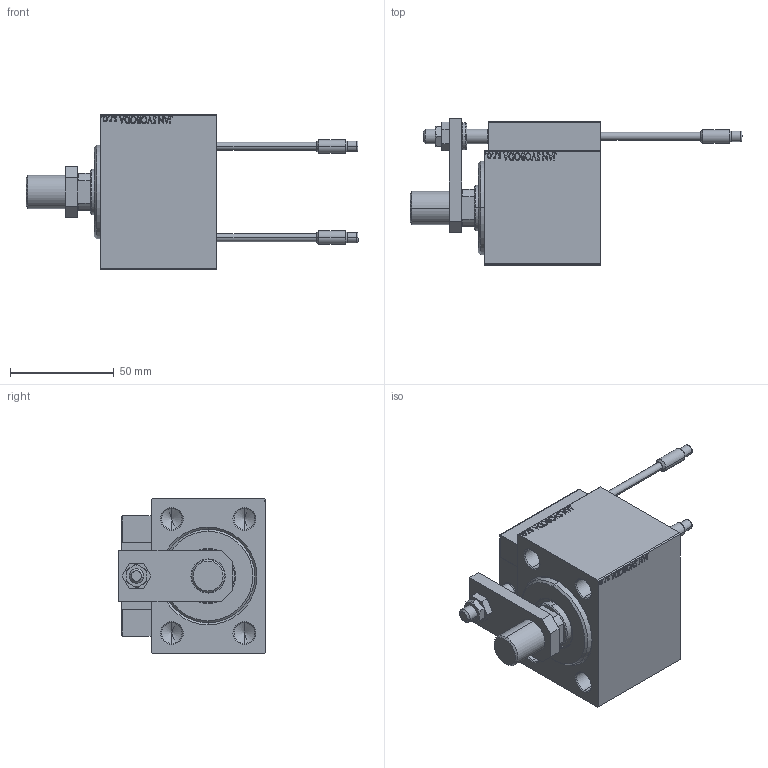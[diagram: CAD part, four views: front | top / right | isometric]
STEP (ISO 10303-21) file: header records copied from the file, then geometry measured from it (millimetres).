
FILE_DESCRIPTION (( 'STEP AP203' ), '1' );
FILE_NAME ('a1c0.STEP', '2021-11-02T03:12:28', ( '' ), ( '' ), 'SwSTEP 2.0', 'SolidWorks 2019', '' );
FILE_SCHEMA (( 'CONFIG_CONTROL_DESIGN' ));
Length unit declared in the file: millimetre
Products named in the file (17): ALLEN BOLT D5 6210bdc3ccc95c1172eab4ac50473bdc; V450CM_B 6210bdc3ccc95c1172eab4ac50473bdc; ALLEN BOLT D8 6210bdc3ccc95c1172eab4ac50473bdc; V450CM_B_VCP 6210bdc3ccc95c1172eab4ac50473bdc; ZARAZKA 6210bdc3ccc95c1172eab4ac50473bdc; a1c0; NUT_D10 6210bdc3ccc95c1172eab4ac50473bdc; MAGNET 6210bdc3ccc95c1172eab4ac50473bdc; Block 6210bdc3ccc95c1172eab4ac50473bdc; SWITCH_X_FRONT_BACK 6210bdc3ccc95c1172eab4ac50473bdc; KONCOVKA_Y 6210bdc3ccc95c1172eab4ac50473bdc; TYC_L79 6210bdc3ccc95c1172eab4ac50473bdc; NUT_D12 6210bdc3ccc95c1172eab4ac50473bdc; V450CM_VC_B 6210bdc3ccc95c1172eab4ac50473bdc; SWITCH X 6210bdc3ccc95c1172eab4ac50473bdc; V450CM_MALE_METRIC 6210bdc3ccc95c1172eab4ac50473bdc; SWITCH DIM B,W 6210bdc3ccc95c1172eab4ac50473bdc
Assembly tree (26 placements, depth 3):
  a1c0
    V450CM_B 6210bdc3ccc95c1172eab4ac50473bdc
    V450CM_B_VCP 6210bdc3ccc95c1172eab4ac50473bdc
    SWITCH X 6210bdc3ccc95c1172eab4ac50473bdc
      SWITCH_X_FRONT_BACK 6210bdc3ccc95c1172eab4ac50473bdc  x2
      TYC_L79 6210bdc3ccc95c1172eab4ac50473bdc
      Block 6210bdc3ccc95c1172eab4ac50473bdc  x2
      ALLEN BOLT D5 6210bdc3ccc95c1172eab4ac50473bdc  x4
      ALLEN BOLT D8 6210bdc3ccc95c1172eab4ac50473bdc  x4
      MAGNET 6210bdc3ccc95c1172eab4ac50473bdc  x2
      KONCOVKA_Y 6210bdc3ccc95c1172eab4ac50473bdc  x2
    NUT_D10 6210bdc3ccc95c1172eab4ac50473bdc
    NUT_D12 6210bdc3ccc95c1172eab4ac50473bdc
    SWITCH DIM B,W 6210bdc3ccc95c1172eab4ac50473bdc
    ZARAZKA 6210bdc3ccc95c1172eab4ac50473bdc
    V450CM_VC_B 6210bdc3ccc95c1172eab4ac50473bdc
    V450CM_MALE_METRIC 6210bdc3ccc95c1172eab4ac50473bdc
Bounding box: 160 x 70.5 x 75 mm (x, y, z)
Volume: 269579.3 mm3; surface area: 74213.3 mm2
Topology: 25 solids, 25 shells, 1345 faces, 3207 edges, 2027 vertices
Faces by surface type: plane 564, bspline 380, cylinder 190, cone 157, torus 50, sphere 4
Entity records: 51800 total; most frequent: CARTESIAN_POINT 26301, ORIENTED_EDGE 5358, DIRECTION 3687, EDGE_CURVE 2679, VERTEX_POINT 1739, VECTOR 1537, LINE 1537, EDGE_LOOP 1236
